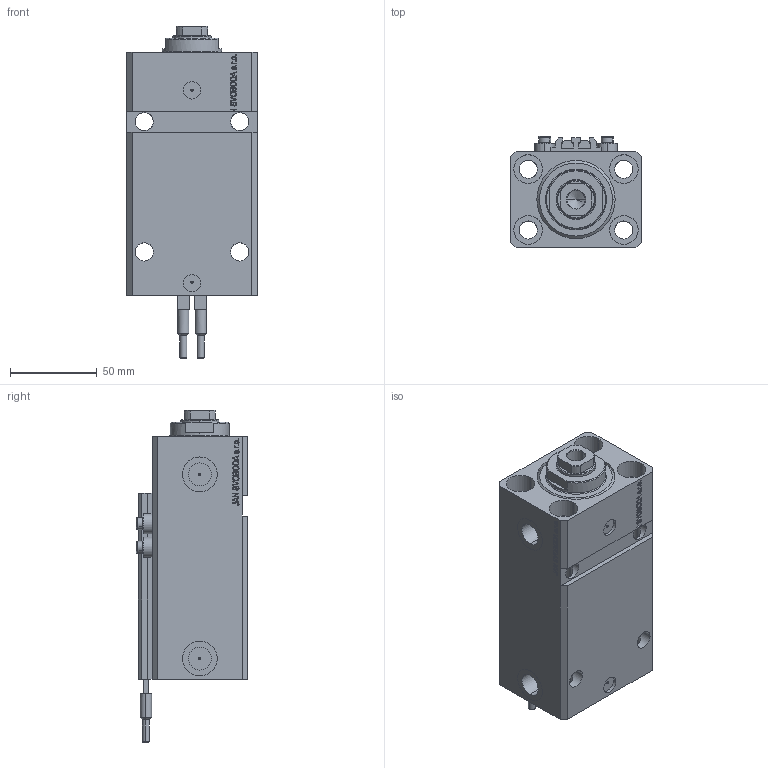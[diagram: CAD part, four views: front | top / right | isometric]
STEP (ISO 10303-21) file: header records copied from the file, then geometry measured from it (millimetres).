
FILE_DESCRIPTION (( 'STEP AP203' ), '1' );
FILE_NAME ('c685.STEP', '2025-10-14T12:07:58', ( '' ), ( '' ), 'SwSTEP 2.0', 'SolidWorks 2019', '' );
FILE_SCHEMA (( 'CONFIG_CONTROL_DESIGN' ));
Length unit declared in the file: millimetre
Products named in the file (6): c685; V250CE_VC_E b22f3041f463bc64d8b74bf7d6e00298; V250CE_E_Body b22f3041f463bc64d8b74bf7d6e00298; V250CE_C_VCP b22f3041f463bc64d8b74bf7d6e00298; ALLEN BOLT V250CE b22f3041f463bc64d8b74bf7d6e00298; SWITCH_V250CE b22f3041f463bc64d8b74bf7d6e00298
Assembly tree (9 placements, depth 2):
  c685
    V250CE_E_Body b22f3041f463bc64d8b74bf7d6e00298
    ALLEN BOLT V250CE b22f3041f463bc64d8b74bf7d6e00298  x4
    V250CE_C_VCP b22f3041f463bc64d8b74bf7d6e00298
    V250CE_VC_E b22f3041f463bc64d8b74bf7d6e00298
    SWITCH_V250CE b22f3041f463bc64d8b74bf7d6e00298  x2
Bounding box: 75 x 64 x 191 mm (x, y, z)
Volume: 488791.9 mm3; surface area: 118052.9 mm2
Topology: 10 solids, 10 shells, 1136 faces, 2814 edges, 1803 vertices
Faces by surface type: plane 546, bspline 354, cylinder 158, cone 60, torus 18
Entity records: 48161 total; most frequent: CARTESIAN_POINT 24938, ORIENTED_EDGE 5210, DIRECTION 3483, EDGE_CURVE 2605, VERTEX_POINT 1689, LINE 1571, VECTOR 1571, EDGE_LOOP 1170
